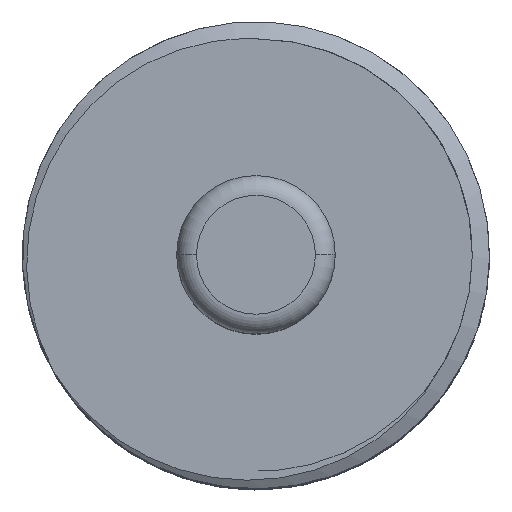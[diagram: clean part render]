
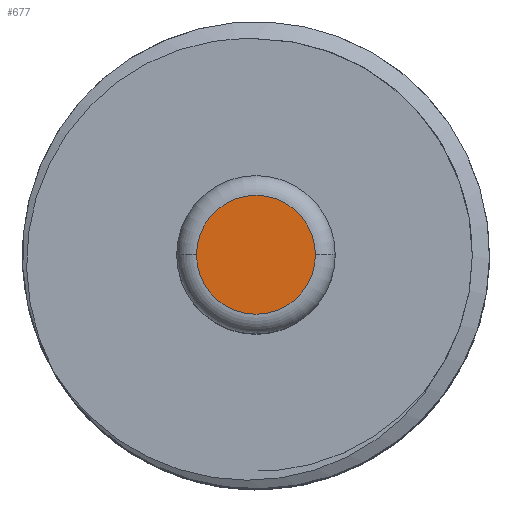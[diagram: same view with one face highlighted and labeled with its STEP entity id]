
A CAD part, top view. The second image highlights one B-rep face of the part: STEP entity #677.
In plain terms, the highlighted planar face has unit normal (0, 0, 1).
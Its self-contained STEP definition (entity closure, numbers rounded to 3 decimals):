
#263 = FACE_OUTER_BOUND ( 'NONE', #3433, .T. ) ;
#365 = DIRECTION ( 'NONE',  ( 1., 0., 0. ) ) ;
#419 = CARTESIAN_POINT ( 'NONE',  ( 0., 0., 62. ) ) ;
#437 = CIRCLE ( 'NONE', #4759, 3. ) ;
#677 = ADVANCED_FACE ( 'NONE', ( #263 ), #5720, .T. ) ;
#741 = ORIENTED_EDGE ( 'NONE', *, *, #3544, .T. ) ;
#1020 = DIRECTION ( 'NONE',  ( 1., 0., 0. ) ) ;
#1055 = CARTESIAN_POINT ( 'NONE',  ( 0., 0., 62. ) ) ;
#1126 = ORIENTED_EDGE ( 'NONE', *, *, #4235, .T. ) ;
#1289 = CARTESIAN_POINT ( 'NONE',  ( -3., 0., 62. ) ) ;
#1371 = AXIS2_PLACEMENT_3D ( 'NONE', #419, #3547, #1020 ) ;
#1517 = DIRECTION ( 'NONE',  ( 1., 0., 0. ) ) ;
#2120 = CARTESIAN_POINT ( 'NONE',  ( 3., 0., 62. ) ) ;
#2544 = VERTEX_POINT ( 'NONE', #2120 ) ;
#3036 = DIRECTION ( 'NONE',  ( 0., 0., 1. ) ) ;
#3433 = EDGE_LOOP ( 'NONE', ( #741, #1126 ) ) ;
#3507 = CIRCLE ( 'NONE', #1371, 3. ) ;
#3544 = EDGE_CURVE ( 'NONE', #2544, #5236, #437, .T. ) ;
#3547 = DIRECTION ( 'NONE',  ( 0., 0., 1. ) ) ;
#4190 = DIRECTION ( 'NONE',  ( 0., 0., 1. ) ) ;
#4235 = EDGE_CURVE ( 'NONE', #5236, #2544, #3507, .T. ) ;
#4412 = AXIS2_PLACEMENT_3D ( 'NONE', #5704, #3036, #365 ) ;
#4759 = AXIS2_PLACEMENT_3D ( 'NONE', #1055, #4190, #1517 ) ;
#5236 = VERTEX_POINT ( 'NONE', #1289 ) ;
#5704 = CARTESIAN_POINT ( 'NONE',  ( 0., 0., 62. ) ) ;
#5720 = PLANE ( 'NONE',  #4412 ) ;
